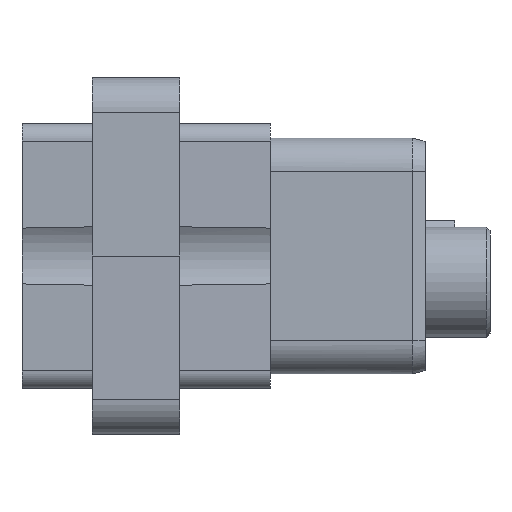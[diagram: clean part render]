
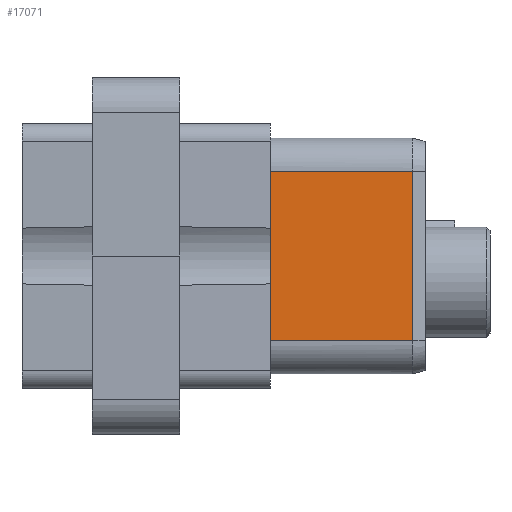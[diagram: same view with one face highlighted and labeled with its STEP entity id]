
A CAD part, front view. The second image highlights one B-rep face of the part: STEP entity #17071.
In plain terms, the highlighted planar face has unit normal (0.011, -1, 0).
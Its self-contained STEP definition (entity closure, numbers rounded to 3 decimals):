
#3373=CARTESIAN_POINT('',(18.234,-20.838,4.825));
#3374=CARTESIAN_POINT('',(18.234,-20.838,3.753));
#3375=CARTESIAN_POINT('',(18.235,-20.838,1.608));
#3376=CARTESIAN_POINT('',(18.235,-20.838,
-1.608));
#3377=CARTESIAN_POINT('',(18.235,-20.838,
-3.753));
#3378=CARTESIAN_POINT('',(18.235,-20.838,
-4.825));
#3380=CARTESIAN_POINT('',(10.125,-20.93,-4.825));
#3381=CARTESIAN_POINT('',(11.026,-20.92,-4.825));
#3382=CARTESIAN_POINT('',(12.828,-20.899,
-4.825));
#3383=CARTESIAN_POINT('',(15.532,-20.869,
-4.825));
#3384=CARTESIAN_POINT('',(17.334,-20.848,
-4.825));
#3385=CARTESIAN_POINT('',(18.235,-20.838,
-4.825));
#3387=DIRECTION('',(1.,0.011,0.));
#3388=VECTOR('',#3387,8.11);
#3389=CARTESIAN_POINT('',(10.125,-20.93,4.825));
#3390=LINE('',#3389,#3388);
#3391=CARTESIAN_POINT('',(18.235,-20.838,
-4.825));
#3696=CARTESIAN_POINT('',(18.234,-20.838,4.825));
#3876=DIRECTION('',(0.,0.,1.));
#3877=VECTOR('',#3876,9.65);
#3878=CARTESIAN_POINT('',(10.125,-20.93,-4.825));
#3879=LINE('',#3878,#3877);
#12309=CARTESIAN_POINT('',(10.125,-20.93,-4.825));
#12310=CARTESIAN_POINT('',(10.125,-20.93,4.825));
#12311=VERTEX_POINT('',#12309);
#12312=VERTEX_POINT('',#12310);
#12343=VERTEX_POINT('',#3391);
#12364=VERTEX_POINT('',#3696);
#17057=CARTESIAN_POINT('',(14.535,-20.88,0.));
#17058=DIRECTION('',(0.011,-1.,0.));
#17059=DIRECTION('',(0.,0.,1.));
#17060=AXIS2_PLACEMENT_3D('',#17057,#17058,#17059);
#17061=PLANE('',#17060);
#17062=ORIENTED_EDGE('',*,*,#17051,.T.);
#17064=ORIENTED_EDGE('',*,*,#17063,.F.);
#17066=ORIENTED_EDGE('',*,*,#17065,.T.);
#17068=ORIENTED_EDGE('',*,*,#17067,.T.);
#17069=EDGE_LOOP('',(#17062,#17064,#17066,#17068));
#17070=FACE_OUTER_BOUND('',#17069,.F.);
#17071=ADVANCED_FACE('',(#17070),#17061,.T.);
#3379=B_SPLINE_CURVE_WITH_KNOTS('',3,(#3373,#3374,#3375,#3376,#3377,#3378),
.UNSPECIFIED.,.F.,.F.,(4,1,1,4),(0.,0.333,0.667,1.),
.UNSPECIFIED.);
#3386=B_SPLINE_CURVE_WITH_KNOTS('',3,(#3380,#3381,#3382,#3383,#3384,#3385),
.UNSPECIFIED.,.F.,.F.,(4,1,1,4),(0.,0.333,0.667,1.),
.UNSPECIFIED.);
#17051=EDGE_CURVE('',#12364,#12343,#3379,.T.);
#17063=EDGE_CURVE('',#12311,#12343,#3386,.T.);
#17065=EDGE_CURVE('',#12311,#12312,#3879,.T.);
#17067=EDGE_CURVE('',#12312,#12364,#3390,.T.);
